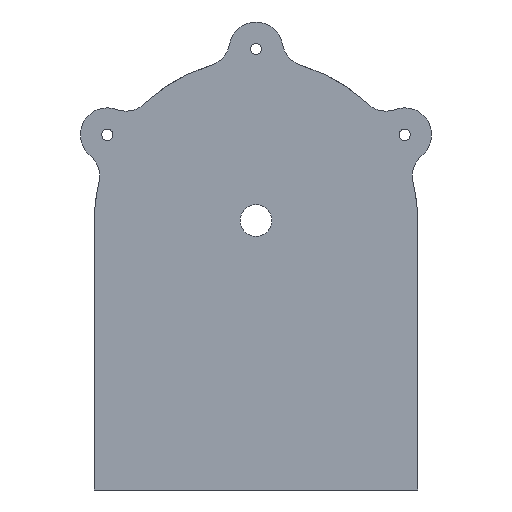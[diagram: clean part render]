
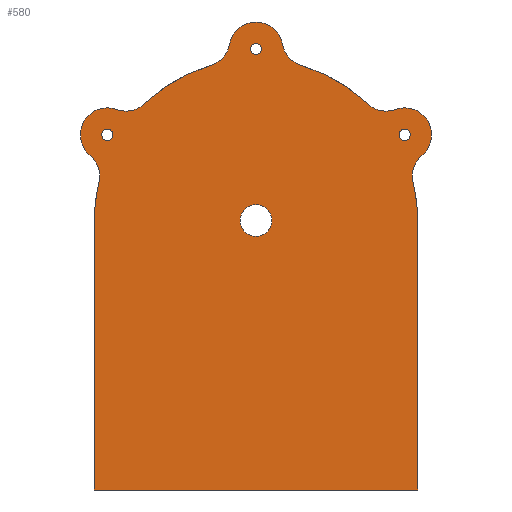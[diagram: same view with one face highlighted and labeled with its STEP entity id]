
A CAD part, front view. The second image highlights one B-rep face of the part: STEP entity #580.
In plain terms, the highlighted planar face has unit normal (0, -1, 0).
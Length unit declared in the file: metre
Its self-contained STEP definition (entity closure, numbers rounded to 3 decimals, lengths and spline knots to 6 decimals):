
#29=PLANE('',#642);
#37=CIRCLE('',#627,0.0127);
#39=CIRCLE('',#630,0.0127);
#41=CIRCLE('',#633,0.0127);
#43=CIRCLE('',#636,0.002667);
#48=CIRCLE('',#643,0.0762);
#49=CIRCLE('',#644,0.0762);
#50=CIRCLE('',#645,0.0127);
#51=CIRCLE('',#646,0.0127);
#52=CIRCLE('',#647,0.0127);
#53=CIRCLE('',#648,0.0762);
#54=CIRCLE('',#649,0.0127);
#55=CIRCLE('',#650,0.0127);
#56=CIRCLE('',#651,0.0127);
#57=CIRCLE('',#652,0.0762);
#58=CIRCLE('',#653,0.0075);
#59=CIRCLE('',#654,0.002667);
#60=CIRCLE('',#655,0.002667);
#112=ORIENTED_EDGE('',*,*,#278,.T.);
#113=ORIENTED_EDGE('',*,*,#270,.T.);
#114=ORIENTED_EDGE('',*,*,#283,.F.);
#115=ORIENTED_EDGE('',*,*,#284,.F.);
#116=ORIENTED_EDGE('',*,*,#285,.F.);
#117=ORIENTED_EDGE('',*,*,#286,.F.);
#118=ORIENTED_EDGE('',*,*,#287,.F.);
#119=ORIENTED_EDGE('',*,*,#288,.T.);
#120=ORIENTED_EDGE('',*,*,#289,.F.);
#121=ORIENTED_EDGE('',*,*,#290,.T.);
#122=ORIENTED_EDGE('',*,*,#291,.F.);
#123=ORIENTED_EDGE('',*,*,#292,.T.);
#124=ORIENTED_EDGE('',*,*,#293,.F.);
#125=ORIENTED_EDGE('',*,*,#294,.T.);
#126=ORIENTED_EDGE('',*,*,#295,.F.);
#127=ORIENTED_EDGE('',*,*,#276,.T.);
#128=ORIENTED_EDGE('',*,*,#273,.F.);
#129=ORIENTED_EDGE('',*,*,#296,.T.);
#130=ORIENTED_EDGE('',*,*,#297,.T.);
#131=ORIENTED_EDGE('',*,*,#298,.T.);
#270=EDGE_CURVE('',#355,#357,#37,.T.);
#273=EDGE_CURVE('',#355,#359,#39,.T.);
#276=EDGE_CURVE('',#361,#359,#41,.T.);
#278=EDGE_CURVE('',#363,#363,#43,.T.);
#283=EDGE_CURVE('',#368,#357,#48,.T.);
#284=EDGE_CURVE('',#369,#368,#414,.T.);
#285=EDGE_CURVE('',#370,#369,#415,.T.);
#286=EDGE_CURVE('',#371,#370,#416,.T.);
#287=EDGE_CURVE('',#372,#371,#49,.T.);
#288=EDGE_CURVE('',#372,#373,#50,.T.);
#289=EDGE_CURVE('',#374,#373,#51,.T.);
#290=EDGE_CURVE('',#374,#375,#52,.T.);
#291=EDGE_CURVE('',#376,#375,#53,.T.);
#292=EDGE_CURVE('',#376,#377,#54,.T.);
#293=EDGE_CURVE('',#378,#377,#55,.T.);
#294=EDGE_CURVE('',#378,#379,#56,.T.);
#295=EDGE_CURVE('',#361,#379,#57,.T.);
#296=EDGE_CURVE('',#380,#380,#58,.T.);
#297=EDGE_CURVE('',#381,#381,#59,.T.);
#298=EDGE_CURVE('',#382,#382,#60,.T.);
#355=VERTEX_POINT('',#937);
#357=VERTEX_POINT('',#941);
#359=VERTEX_POINT('',#946);
#361=VERTEX_POINT('',#952);
#363=VERTEX_POINT('',#959);
#368=VERTEX_POINT('',#971);
#369=VERTEX_POINT('',#973);
#370=VERTEX_POINT('',#975);
#371=VERTEX_POINT('',#977);
#372=VERTEX_POINT('',#979);
#373=VERTEX_POINT('',#981);
#374=VERTEX_POINT('',#983);
#375=VERTEX_POINT('',#985);
#376=VERTEX_POINT('',#987);
#377=VERTEX_POINT('',#989);
#378=VERTEX_POINT('',#991);
#379=VERTEX_POINT('',#993);
#380=VERTEX_POINT('',#996);
#381=VERTEX_POINT('',#998);
#382=VERTEX_POINT('',#1000);
#414=LINE('',#972,#438);
#415=LINE('',#974,#439);
#416=LINE('',#976,#440);
#438=VECTOR('',#763,1.);
#439=VECTOR('',#764,1.);
#440=VECTOR('',#765,1.);
#465=EDGE_LOOP('',(#112));
#466=EDGE_LOOP('',(#113,#114,#115,#116,#117,#118,#119,#120,#121,#122,#123,
#124,#125,#126,#127,#128));
#467=EDGE_LOOP('',(#129));
#468=EDGE_LOOP('',(#130));
#469=EDGE_LOOP('',(#131));
#514=FACE_BOUND('',#465,.T.);
#515=FACE_BOUND('',#466,.T.);
#516=FACE_BOUND('',#467,.T.);
#517=FACE_BOUND('',#468,.T.);
#518=FACE_BOUND('',#469,.T.);
#580=ADVANCED_FACE('',(#514,#515,#516,#517,#518),#29,.F.);
#627=AXIS2_PLACEMENT_3D('',#942,#727,#728);
#630=AXIS2_PLACEMENT_3D('',#948,#734,#735);
#633=AXIS2_PLACEMENT_3D('',#954,#741,#742);
#636=AXIS2_PLACEMENT_3D('',#958,#747,#748);
#642=AXIS2_PLACEMENT_3D('',#969,#759,#760);
#643=AXIS2_PLACEMENT_3D('',#970,#761,#762);
#644=AXIS2_PLACEMENT_3D('',#978,#766,#767);
#645=AXIS2_PLACEMENT_3D('',#980,#768,#769);
#646=AXIS2_PLACEMENT_3D('',#982,#770,#771);
#647=AXIS2_PLACEMENT_3D('',#984,#772,#773);
#648=AXIS2_PLACEMENT_3D('',#986,#774,#775);
#649=AXIS2_PLACEMENT_3D('',#988,#776,#777);
#650=AXIS2_PLACEMENT_3D('',#990,#778,#779);
#651=AXIS2_PLACEMENT_3D('',#992,#780,#781);
#652=AXIS2_PLACEMENT_3D('',#994,#782,#783);
#653=AXIS2_PLACEMENT_3D('',#995,#784,#785);
#654=AXIS2_PLACEMENT_3D('',#997,#786,#787);
#655=AXIS2_PLACEMENT_3D('',#999,#788,#789);
#727=DIRECTION('',(0.,1.,0.));
#728=DIRECTION('',(-0.866,0.,0.5));
#734=DIRECTION('',(0.,1.,0.));
#735=DIRECTION('',(-0.866,0.,0.5));
#741=DIRECTION('',(0.,1.,0.));
#742=DIRECTION('',(-0.866,0.,0.5));
#747=DIRECTION('',(0.,1.,0.));
#748=DIRECTION('',(-0.866,0.,0.5));
#759=DIRECTION('',(0.,1.,0.));
#760=DIRECTION('',(-0.5,0.,-0.866));
#761=DIRECTION('',(0.,1.,0.));
#762=DIRECTION('',(0.,0.,1.));
#763=DIRECTION('',(0.,0.,1.));
#764=DIRECTION('',(-1.,0.,0.));
#765=DIRECTION('',(0.,0.,-1.));
#766=DIRECTION('',(0.,1.,0.));
#767=DIRECTION('',(0.,0.,1.));
#768=DIRECTION('',(0.,1.,0.));
#769=DIRECTION('',(0.866,0.,0.5));
#770=DIRECTION('',(0.,1.,0.));
#771=DIRECTION('',(0.866,0.,0.5));
#772=DIRECTION('',(0.,1.,0.));
#773=DIRECTION('',(0.866,0.,0.5));
#774=DIRECTION('',(0.,1.,0.));
#775=DIRECTION('',(0.,0.,1.));
#776=DIRECTION('',(0.,1.,0.));
#777=DIRECTION('',(0.,0.,1.));
#778=DIRECTION('',(0.,1.,0.));
#779=DIRECTION('',(0.,0.,1.));
#780=DIRECTION('',(0.,1.,0.));
#781=DIRECTION('',(0.,0.,1.));
#782=DIRECTION('',(0.,1.,0.));
#783=DIRECTION('',(0.,0.,1.));
#784=DIRECTION('',(0.,1.,0.));
#785=DIRECTION('',(0.,0.,1.));
#786=DIRECTION('',(0.,1.,0.));
#787=DIRECTION('',(0.,0.,1.));
#788=DIRECTION('',(0.,1.,0.));
#789=DIRECTION('',(0.866,0.,0.5));
#937=CARTESIAN_POINT('',(-0.078241,0.011,0.030726));
#941=CARTESIAN_POINT('',(-0.074047,0.011,0.017986));
#942=CARTESIAN_POINT('',(-0.086388,0.011,0.020984));
#946=CARTESIAN_POINT('',(-0.065731,0.011,0.052396));
#948=CARTESIAN_POINT('',(-0.070095,0.011,0.040469));
#952=CARTESIAN_POINT('',(-0.0526,0.011,0.055134));
#954=CARTESIAN_POINT('',(-0.061366,0.011,0.064322));
#958=CARTESIAN_POINT('',(-0.070095,0.011,0.040469));
#959=CARTESIAN_POINT('',(-0.072404,0.011,0.041803));
#969=CARTESIAN_POINT('',(-0.007551,0.011,0.00436));
#970=CARTESIAN_POINT('',(0.,0.011,0.));
#971=CARTESIAN_POINT('',(-0.0762,0.011,0.));
#972=CARTESIAN_POINT('',(-0.0762,0.011,-0.0635));
#973=CARTESIAN_POINT('',(-0.0762,0.011,-0.127));
#974=CARTESIAN_POINT('',(0.,0.011,-0.127));
#975=CARTESIAN_POINT('',(0.0762,0.011,-0.127));
#976=CARTESIAN_POINT('',(0.0762,0.011,-0.0635));
#977=CARTESIAN_POINT('',(0.0762,0.011,0.));
#978=CARTESIAN_POINT('',(0.,0.011,0.));
#979=CARTESIAN_POINT('',(0.074047,0.011,0.017986));
#980=CARTESIAN_POINT('',(0.086388,0.011,0.020984));
#981=CARTESIAN_POINT('',(0.078241,0.011,0.030726));
#982=CARTESIAN_POINT('',(0.070095,0.011,0.040469));
#983=CARTESIAN_POINT('',(0.065731,0.011,0.052396));
#984=CARTESIAN_POINT('',(0.061366,0.011,0.064322));
#985=CARTESIAN_POINT('',(0.0526,0.011,0.055134));
#986=CARTESIAN_POINT('',(0.,0.011,0.));
#987=CARTESIAN_POINT('',(0.021447,0.011,0.073119));
#988=CARTESIAN_POINT('',(0.025022,0.011,0.085306));
#989=CARTESIAN_POINT('',(0.012511,0.011,0.083122));
#990=CARTESIAN_POINT('',(0.,0.011,0.080939));
#991=CARTESIAN_POINT('',(-0.012511,0.011,0.083122));
#992=CARTESIAN_POINT('',(-0.025022,0.011,0.085306));
#993=CARTESIAN_POINT('',(-0.021447,0.011,0.073119));
#994=CARTESIAN_POINT('',(0.,0.011,0.));
#995=CARTESIAN_POINT('',(0.,0.011,0.));
#996=CARTESIAN_POINT('',(0.,0.011,0.0075));
#997=CARTESIAN_POINT('',(0.,0.011,0.080939));
#998=CARTESIAN_POINT('',(0.,0.011,0.083606));
#999=CARTESIAN_POINT('',(0.070095,0.011,0.040469));
#1000=CARTESIAN_POINT('',(0.072404,0.011,0.041803));
